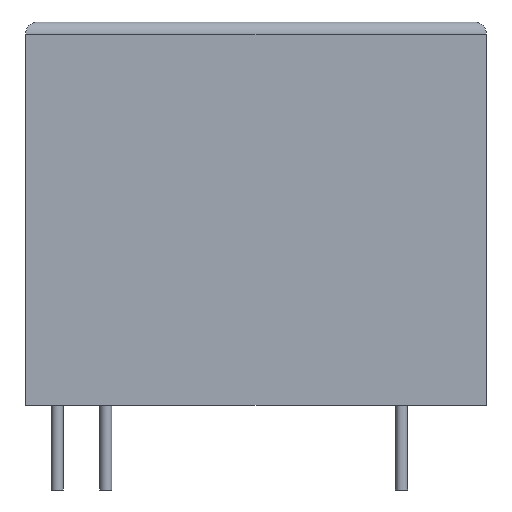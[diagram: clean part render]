
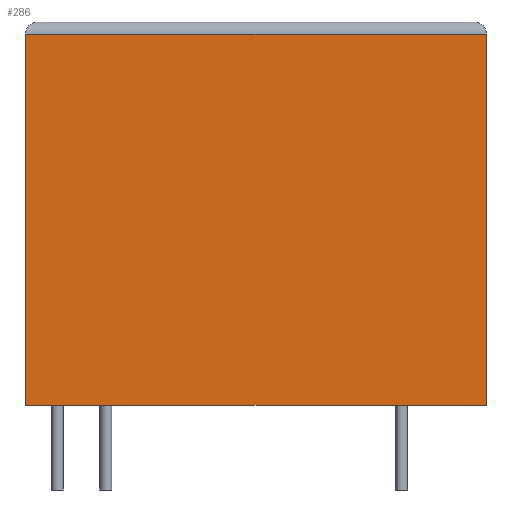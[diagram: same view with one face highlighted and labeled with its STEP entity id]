
A CAD part, front view. The second image highlights one B-rep face of the part: STEP entity #286.
In plain terms, the highlighted planar face has unit normal (0, -1, 0).
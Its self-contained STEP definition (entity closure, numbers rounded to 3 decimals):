
#33=PLANE('',#334);
#53=FACE_OUTER_BOUND('',#73,.T.);
#73=EDGE_LOOP('',(#246,#247,#248,#249));
#88=LINE('',#477,#109);
#96=LINE('',#495,#117);
#99=LINE('',#501,#120);
#100=LINE('',#503,#121);
#109=VECTOR('',#396,10.);
#117=VECTOR('',#414,10.);
#120=VECTOR('',#421,10.);
#121=VECTOR('',#424,10.);
#144=VERTEX_POINT('',#467);
#147=VERTEX_POINT('',#475);
#152=VERTEX_POINT('',#494);
#153=VERTEX_POINT('',#499);
#175=EDGE_CURVE('',#147,#144,#88,.T.);
#184=EDGE_CURVE('',#152,#144,#96,.T.);
#187=EDGE_CURVE('',#153,#147,#99,.T.);
#188=EDGE_CURVE('',#152,#153,#100,.T.);
#246=ORIENTED_EDGE('',*,*,#175,.F.);
#247=ORIENTED_EDGE('',*,*,#187,.F.);
#248=ORIENTED_EDGE('',*,*,#188,.F.);
#249=ORIENTED_EDGE('',*,*,#184,.T.);
#286=ADVANCED_FACE('',(#53),#33,.T.);
#334=AXIS2_PLACEMENT_3D('',#502,#422,#423);
#396=DIRECTION('',(1.,0.,0.));
#414=DIRECTION('',(0.,0.,1.));
#421=DIRECTION('',(0.,0.,1.));
#422=DIRECTION('center_axis',(0.,-1.,0.));
#423=DIRECTION('ref_axis',(1.,0.,0.));
#424=DIRECTION('',(-1.,0.,0.));
#467=CARTESIAN_POINT('',(26.,13.5,15.3));
#475=CARTESIAN_POINT('',(7.,13.5,15.3));
#477=CARTESIAN_POINT('',(11.75,13.5,15.3));
#494=CARTESIAN_POINT('',(26.,13.5,0.));
#495=CARTESIAN_POINT('',(26.,13.5,0.));
#499=CARTESIAN_POINT('',(7.,13.5,0.));
#501=CARTESIAN_POINT('',(7.,13.5,0.));
#502=CARTESIAN_POINT('Origin',(7.,13.5,0.));
#503=CARTESIAN_POINT('',(26.,13.5,0.));
